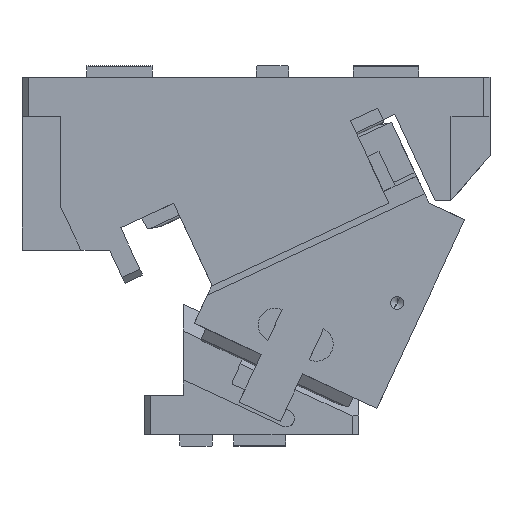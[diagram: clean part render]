
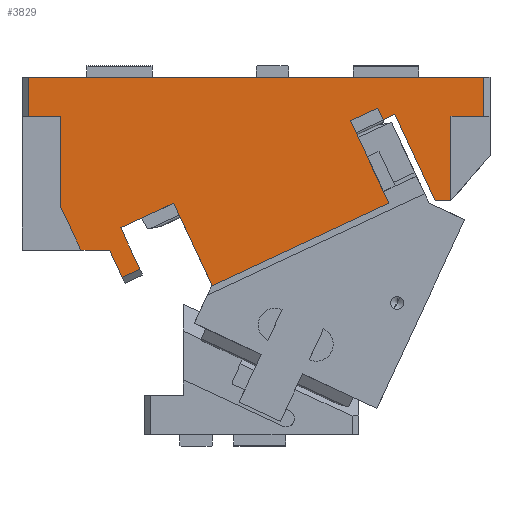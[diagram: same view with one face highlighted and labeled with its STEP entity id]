
A CAD part, front view. The second image highlights one B-rep face of the part: STEP entity #3829.
In plain terms, the highlighted planar face has unit normal (0, -1, 0).
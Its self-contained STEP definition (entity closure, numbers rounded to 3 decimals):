
#431=CARTESIAN_POINT('Vertex',(5.,-55.,0.)) ;
#434=CARTESIAN_POINT('Line Origine',(180.,-55.,0.)) ;
#438=CARTESIAN_POINT('Vertex',(355.,-55.,0.)) ;
#1320=CARTESIAN_POINT('Vertex',(355.,-55.,-30.)) ;
#1328=CARTESIAN_POINT('Line Origine',(355.,-55.,-15.)) ;
#1906=CARTESIAN_POINT('Vertex',(330.,-55.,-95.)) ;
#1913=CARTESIAN_POINT('Vertex',(330.,-55.,-30.)) ;
#1916=CARTESIAN_POINT('Line Origine',(330.,-55.,-62.5)) ;
#1939=CARTESIAN_POINT('Vertex',(317.781,-55.,-95.)) ;
#1947=CARTESIAN_POINT('Line Origine',(323.89,-55.,-95.)) ;
#1973=CARTESIAN_POINT('Line Origine',(302.298,-55.,-61.798)) ;
#1977=CARTESIAN_POINT('Vertex',(286.815,-55.,-28.595)) ;
#2331=CARTESIAN_POINT('Vertex',(277.752,-55.,-32.821)) ;
#2334=CARTESIAN_POINT('Line Origine',(275.639,-55.,-28.29)) ;
#2338=CARTESIAN_POINT('Vertex',(273.526,-55.,-23.758)) ;
#2363=CARTESIAN_POINT('Line Origine',(282.284,-55.,-30.708)) ;
#2718=CARTESIAN_POINT('Vertex',(77.148,-55.,-153.949)) ;
#2732=CARTESIAN_POINT('Vertex',(90.743,-55.,-147.61)) ;
#2735=CARTESIAN_POINT('Line Origine',(83.945,-55.,-150.78)) ;
#2796=CARTESIAN_POINT('Vertex',(75.951,-55.,-115.889)) ;
#2799=CARTESIAN_POINT('Line Origine',(83.347,-55.,-131.75)) ;
#2847=CARTESIAN_POINT('Line Origine',(72.264,-55.,-143.475)) ;
#2851=CARTESIAN_POINT('Vertex',(67.379,-55.,-133.)) ;
#3107=CARTESIAN_POINT('Vertex',(5.,-55.,-30.)) ;
#3110=CARTESIAN_POINT('Line Origine',(5.,-55.,-15.)) ;
#3140=CARTESIAN_POINT('Vertex',(30.,-55.,-100.164)) ;
#3143=CARTESIAN_POINT('Line Origine',(30.,-55.,-65.082)) ;
#3147=CARTESIAN_POINT('Vertex',(30.,-55.,-30.)) ;
#3167=CARTESIAN_POINT('Line Origine',(17.5,-55.,-30.)) ;
#3303=CARTESIAN_POINT('Vertex',(45.312,-55.,-133.)) ;
#3306=CARTESIAN_POINT('Line Origine',(37.656,-55.,-116.582)) ;
#3333=CARTESIAN_POINT('Line Origine',(56.346,-55.,-133.)) ;
#3582=CARTESIAN_POINT('Line Origine',(214.291,-55.,-128.616)) ;
#3586=CARTESIAN_POINT('Vertex',(282.264,-55.,-96.92)) ;
#3588=CARTESIAN_POINT('Vertex',(146.318,-55.,-160.313)) ;
#3674=CARTESIAN_POINT('Line Origine',(131.527,-55.,-128.592)) ;
#3678=CARTESIAN_POINT('Vertex',(116.735,-55.,-96.871)) ;
#3745=CARTESIAN_POINT('Vertex',(252.681,-55.,-33.479)) ;
#3748=CARTESIAN_POINT('Line Origine',(267.473,-55.,-65.199)) ;
#3767=CARTESIAN_POINT('Line Origine',(96.343,-55.,-106.38)) ;
#3772=CARTESIAN_POINT('Line Origine',(263.104,-55.,-28.618)) ;
#3796=CARTESIAN_POINT('Axis2P3D Location',(0.,-55.,0.)) ;
#3801=CARTESIAN_POINT('Line Origine',(342.5,-55.,-30.)) ;
#435=DIRECTION('Vector Direction',(1.,0.,0.)) ;
#1329=DIRECTION('Vector Direction',(0.,0.,-1.)) ;
#1917=DIRECTION('Vector Direction',(0.,0.,-1.)) ;
#1948=DIRECTION('Vector Direction',(1.,0.,0.)) ;
#1974=DIRECTION('Vector Direction',(0.423,0.,-0.906)) ;
#2335=DIRECTION('Vector Direction',(0.423,0.,-0.906)) ;
#2364=DIRECTION('Vector Direction',(0.906,0.,0.423)) ;
#2736=DIRECTION('Vector Direction',(0.906,0.,0.423)) ;
#2800=DIRECTION('Vector Direction',(-0.423,0.,0.906)) ;
#2848=DIRECTION('Vector Direction',(-0.423,0.,0.906)) ;
#3111=DIRECTION('Vector Direction',(0.,0.,-1.)) ;
#3144=DIRECTION('Vector Direction',(0.,0.,-1.)) ;
#3168=DIRECTION('Vector Direction',(1.,0.,0.)) ;
#3307=DIRECTION('Vector Direction',(-0.423,0.,0.906)) ;
#3334=DIRECTION('Vector Direction',(1.,0.,0.)) ;
#3583=DIRECTION('Vector Direction',(-0.906,0.,-0.423)) ;
#3675=DIRECTION('Vector Direction',(-0.423,0.,0.906)) ;
#3749=DIRECTION('Vector Direction',(0.423,0.,-0.906)) ;
#3768=DIRECTION('Vector Direction',(0.906,0.,0.423)) ;
#3773=DIRECTION('Vector Direction',(0.906,0.,0.423)) ;
#3797=DIRECTION('Axis2P3D Direction',(0.,-1.,0.)) ;
#3798=DIRECTION('Axis2P3D XDirection',(0.,0.,-1.)) ;
#3802=DIRECTION('Vector Direction',(-1.,0.,0.)) ;
#3799=AXIS2_PLACEMENT_3D('Plane Axis2P3D',#3796,#3797,#3798) ;
#3807=ORIENTED_EDGE('',*,*,#3310,.F.) ;
#3808=ORIENTED_EDGE('',*,*,#3337,.T.) ;
#3809=ORIENTED_EDGE('',*,*,#2853,.F.) ;
#3810=ORIENTED_EDGE('',*,*,#2739,.T.) ;
#3811=ORIENTED_EDGE('',*,*,#2803,.T.) ;
#3812=ORIENTED_EDGE('',*,*,#3771,.T.) ;
#3813=ORIENTED_EDGE('',*,*,#3680,.F.) ;
#3814=ORIENTED_EDGE('',*,*,#3590,.F.) ;
#3815=ORIENTED_EDGE('',*,*,#3752,.F.) ;
#3816=ORIENTED_EDGE('',*,*,#3776,.T.) ;
#3817=ORIENTED_EDGE('',*,*,#2340,.T.) ;
#3818=ORIENTED_EDGE('',*,*,#2367,.T.) ;
#3819=ORIENTED_EDGE('',*,*,#1979,.T.) ;
#3820=ORIENTED_EDGE('',*,*,#1951,.T.) ;
#3821=ORIENTED_EDGE('',*,*,#1920,.F.) ;
#3822=ORIENTED_EDGE('',*,*,#3805,.F.) ;
#3823=ORIENTED_EDGE('',*,*,#1332,.F.) ;
#3824=ORIENTED_EDGE('',*,*,#440,.F.) ;
#3825=ORIENTED_EDGE('',*,*,#3114,.T.) ;
#3826=ORIENTED_EDGE('',*,*,#3171,.T.) ;
#3827=ORIENTED_EDGE('',*,*,#3149,.T.) ;
#436=VECTOR('Line Direction',#435,1.) ;
#1330=VECTOR('Line Direction',#1329,1.) ;
#1918=VECTOR('Line Direction',#1917,1.) ;
#1949=VECTOR('Line Direction',#1948,1.) ;
#1975=VECTOR('Line Direction',#1974,1.) ;
#2336=VECTOR('Line Direction',#2335,1.) ;
#2365=VECTOR('Line Direction',#2364,1.) ;
#2737=VECTOR('Line Direction',#2736,1.) ;
#2801=VECTOR('Line Direction',#2800,1.) ;
#2849=VECTOR('Line Direction',#2848,1.) ;
#3112=VECTOR('Line Direction',#3111,1.) ;
#3145=VECTOR('Line Direction',#3144,1.) ;
#3169=VECTOR('Line Direction',#3168,1.) ;
#3308=VECTOR('Line Direction',#3307,1.) ;
#3335=VECTOR('Line Direction',#3334,1.) ;
#3584=VECTOR('Line Direction',#3583,1.) ;
#3676=VECTOR('Line Direction',#3675,1.) ;
#3750=VECTOR('Line Direction',#3749,1.) ;
#3769=VECTOR('Line Direction',#3768,1.) ;
#3774=VECTOR('Line Direction',#3773,1.) ;
#3803=VECTOR('Line Direction',#3802,1.) ;
#3829=ADVANCED_FACE('CAM HOLDER',(#3828),#3800,.T.) ;
#440=EDGE_CURVE('',#432,#439,#437,.T.) ;
#1332=EDGE_CURVE('',#439,#1321,#1331,.T.) ;
#1920=EDGE_CURVE('',#1914,#1907,#1919,.T.) ;
#1951=EDGE_CURVE('',#1940,#1907,#1950,.T.) ;
#1979=EDGE_CURVE('',#1978,#1940,#1976,.T.) ;
#2340=EDGE_CURVE('',#2339,#2332,#2337,.T.) ;
#2367=EDGE_CURVE('',#2332,#1978,#2366,.T.) ;
#2739=EDGE_CURVE('',#2719,#2733,#2738,.T.) ;
#2803=EDGE_CURVE('',#2733,#2797,#2802,.T.) ;
#2853=EDGE_CURVE('',#2719,#2852,#2850,.T.) ;
#3114=EDGE_CURVE('',#432,#3108,#3113,.T.) ;
#3149=EDGE_CURVE('',#3148,#3141,#3146,.T.) ;
#3171=EDGE_CURVE('',#3108,#3148,#3170,.T.) ;
#3310=EDGE_CURVE('',#3304,#3141,#3309,.T.) ;
#3337=EDGE_CURVE('',#3304,#2852,#3336,.T.) ;
#3590=EDGE_CURVE('',#3587,#3589,#3585,.T.) ;
#3680=EDGE_CURVE('',#3589,#3679,#3677,.T.) ;
#3752=EDGE_CURVE('',#3746,#3587,#3751,.T.) ;
#3771=EDGE_CURVE('',#2797,#3679,#3770,.T.) ;
#3776=EDGE_CURVE('',#3746,#2339,#3775,.T.) ;
#3805=EDGE_CURVE('',#1321,#1914,#3804,.T.) ;
#3806=EDGE_LOOP('',(#3807,#3808,#3809,#3810,#3811,#3812,#3813,#3814,#3815,#3816,#3817,#3818,#3819,#3820,#3821,#3822,#3823,#3824,#3825,#3826,#3827)) ;
#3828=FACE_OUTER_BOUND('',#3806,.T.) ;
#437=LINE('Line',#434,#436) ;
#1331=LINE('Line',#1328,#1330) ;
#1919=LINE('Line',#1916,#1918) ;
#1950=LINE('Line',#1947,#1949) ;
#1976=LINE('Line',#1973,#1975) ;
#2337=LINE('Line',#2334,#2336) ;
#2366=LINE('Line',#2363,#2365) ;
#2738=LINE('Line',#2735,#2737) ;
#2802=LINE('Line',#2799,#2801) ;
#2850=LINE('Line',#2847,#2849) ;
#3113=LINE('Line',#3110,#3112) ;
#3146=LINE('Line',#3143,#3145) ;
#3170=LINE('Line',#3167,#3169) ;
#3309=LINE('Line',#3306,#3308) ;
#3336=LINE('Line',#3333,#3335) ;
#3585=LINE('Line',#3582,#3584) ;
#3677=LINE('Line',#3674,#3676) ;
#3751=LINE('Line',#3748,#3750) ;
#3770=LINE('Line',#3767,#3769) ;
#3775=LINE('Line',#3772,#3774) ;
#3804=LINE('Line',#3801,#3803) ;
#3800=PLANE('Plane',#3799) ;
#432=VERTEX_POINT('',#431) ;
#439=VERTEX_POINT('',#438) ;
#1321=VERTEX_POINT('',#1320) ;
#1907=VERTEX_POINT('',#1906) ;
#1914=VERTEX_POINT('',#1913) ;
#1940=VERTEX_POINT('',#1939) ;
#1978=VERTEX_POINT('',#1977) ;
#2332=VERTEX_POINT('',#2331) ;
#2339=VERTEX_POINT('',#2338) ;
#2719=VERTEX_POINT('',#2718) ;
#2733=VERTEX_POINT('',#2732) ;
#2797=VERTEX_POINT('',#2796) ;
#2852=VERTEX_POINT('',#2851) ;
#3108=VERTEX_POINT('',#3107) ;
#3141=VERTEX_POINT('',#3140) ;
#3148=VERTEX_POINT('',#3147) ;
#3304=VERTEX_POINT('',#3303) ;
#3587=VERTEX_POINT('',#3586) ;
#3589=VERTEX_POINT('',#3588) ;
#3679=VERTEX_POINT('',#3678) ;
#3746=VERTEX_POINT('',#3745) ;
